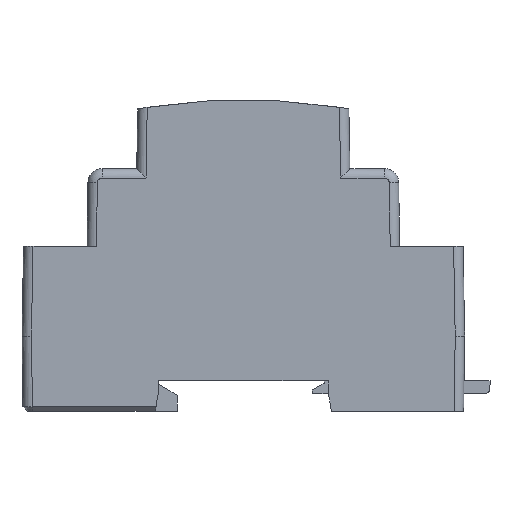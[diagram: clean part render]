
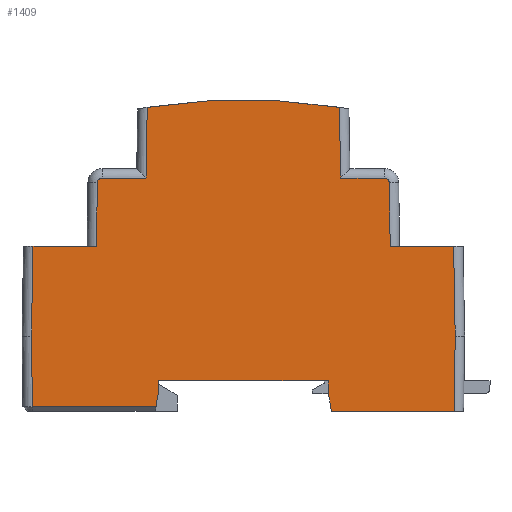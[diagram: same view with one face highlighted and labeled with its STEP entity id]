
A CAD part, left-side view. The second image highlights one B-rep face of the part: STEP entity #1409.
In plain terms, the highlighted planar face has unit normal (-1, 0, 0).
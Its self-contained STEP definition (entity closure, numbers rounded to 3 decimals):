
#1254=AXIS2_PLACEMENT_3D('Plane Axis2P3D',#1251,#1252,#1253) ;
#1312=AXIS2_PLACEMENT_3D('Circle Axis2P3D',#1310,#1311,$) ;
#1333=AXIS2_PLACEMENT_3D('Circle Axis2P3D',#1331,#1332,$) ;
#1354=AXIS2_PLACEMENT_3D('Circle Axis2P3D',#1352,#1353,$) ;
#237=CARTESIAN_POINT('Vertex',(0.,7.603,0.)) ;
#240=CARTESIAN_POINT('Line Origine',(0.,20.601,0.)) ;
#244=CARTESIAN_POINT('Vertex',(0.,33.599,0.)) ;
#457=CARTESIAN_POINT('Vertex',(0.,34.299,6.5)) ;
#460=CARTESIAN_POINT('Line Origine',(0.,52.299,6.5)) ;
#464=CARTESIAN_POINT('Vertex',(0.,70.299,6.5)) ;
#1235=CARTESIAN_POINT('Vertex',(0.,7.38,15.997)) ;
#1238=CARTESIAN_POINT('Line Origine',(0.,7.141,33.053)) ;
#1251=CARTESIAN_POINT('Axis2P3D Location',(0.,52.299,38.2)) ;
#1256=CARTESIAN_POINT('Line Origine',(0.,83.917,1.)) ;
#1260=CARTESIAN_POINT('Vertex',(0.,70.824,1.)) ;
#1262=CARTESIAN_POINT('Vertex',(0.,97.01,1.)) ;
#1265=CARTESIAN_POINT('Line Origine',(0.,70.562,2.5)) ;
#1269=CARTESIAN_POINT('Vertex',(0.,70.299,4.)) ;
#1272=CARTESIAN_POINT('Line Origine',(0.,70.299,5.25)) ;
#1277=CARTESIAN_POINT('Line Origine',(0.,34.299,5.25)) ;
#1281=CARTESIAN_POINT('Vertex',(0.,34.299,4.)) ;
#1284=CARTESIAN_POINT('Line Origine',(0.,33.949,2.)) ;
#1289=CARTESIAN_POINT('Line Origine',(0.,7.545,25.498)) ;
#1293=CARTESIAN_POINT('Vertex',(0.,7.711,35.)) ;
#1296=CARTESIAN_POINT('Line Origine',(0.,14.438,35.)) ;
#1300=CARTESIAN_POINT('Vertex',(0.,21.164,35.)) ;
#1303=CARTESIAN_POINT('Line Origine',(0.,21.259,41.757)) ;
#1307=CARTESIAN_POINT('Vertex',(0.,21.353,48.514)) ;
#1310=CARTESIAN_POINT('Axis2P3D Location',(0.,22.353,48.5)) ;
#1314=CARTESIAN_POINT('Vertex',(0.,22.353,49.5)) ;
#1317=CARTESIAN_POINT('Line Origine',(0.,27.009,49.5)) ;
#1321=CARTESIAN_POINT('Vertex',(0.,31.665,49.5)) ;
#1324=CARTESIAN_POINT('Line Origine',(0.,31.795,56.987)) ;
#1328=CARTESIAN_POINT('Vertex',(0.,31.926,64.475)) ;
#1331=CARTESIAN_POINT('Axis2P3D Location',(0.,52.299,-61.893)) ;
#1335=CARTESIAN_POINT('Vertex',(0.,72.672,64.475)) ;
#1338=CARTESIAN_POINT('Line Origine',(0.,72.803,56.987)) ;
#1342=CARTESIAN_POINT('Vertex',(0.,72.934,49.5)) ;
#1345=CARTESIAN_POINT('Line Origine',(0.,77.59,49.5)) ;
#1349=CARTESIAN_POINT('Vertex',(0.,82.246,49.5)) ;
#1352=CARTESIAN_POINT('Axis2P3D Location',(0.,82.246,48.5)) ;
#1356=CARTESIAN_POINT('Vertex',(0.,83.245,48.514)) ;
#1359=CARTESIAN_POINT('Line Origine',(0.,83.34,41.757)) ;
#1363=CARTESIAN_POINT('Vertex',(0.,83.434,35.)) ;
#1366=CARTESIAN_POINT('Line Origine',(0.,90.161,35.)) ;
#1370=CARTESIAN_POINT('Vertex',(0.,96.887,35.)) ;
#1373=CARTESIAN_POINT('Line Origine',(0.,97.053,25.498)) ;
#1377=CARTESIAN_POINT('Vertex',(0.,97.219,15.997)) ;
#1380=CARTESIAN_POINT('Line Origine',(0.,97.114,8.498)) ;
#241=DIRECTION('Vector Direction',(0.,-1.,0.)) ;
#461=DIRECTION('Vector Direction',(0.,-1.,0.)) ;
#1239=DIRECTION('Vector Direction',(0.,-0.014,1.)) ;
#1252=DIRECTION('Axis2P3D Direction',(1.,0.,0.)) ;
#1253=DIRECTION('Axis2P3D XDirection',(0.,1.,0.)) ;
#1257=DIRECTION('Vector Direction',(0.,-1.,0.)) ;
#1266=DIRECTION('Vector Direction',(0.,0.172,-0.985)) ;
#1273=DIRECTION('Vector Direction',(0.,0.,1.)) ;
#1278=DIRECTION('Vector Direction',(0.,0.,-1.)) ;
#1285=DIRECTION('Vector Direction',(0.,0.172,0.985)) ;
#1290=DIRECTION('Vector Direction',(0.,-0.017,-1.)) ;
#1297=DIRECTION('Vector Direction',(0.,1.,0.)) ;
#1304=DIRECTION('Vector Direction',(0.,0.014,1.)) ;
#1311=DIRECTION('Axis2P3D Direction',(1.,0.,0.)) ;
#1318=DIRECTION('Vector Direction',(0.,-1.,0.)) ;
#1325=DIRECTION('Vector Direction',(0.,-0.017,-1.)) ;
#1332=DIRECTION('Axis2P3D Direction',(1.,0.,0.)) ;
#1339=DIRECTION('Vector Direction',(0.,-0.017,1.)) ;
#1346=DIRECTION('Vector Direction',(0.,-1.,0.)) ;
#1353=DIRECTION('Axis2P3D Direction',(1.,0.,0.)) ;
#1360=DIRECTION('Vector Direction',(0.,-0.014,1.)) ;
#1367=DIRECTION('Vector Direction',(0.,1.,0.)) ;
#1374=DIRECTION('Vector Direction',(0.,0.017,-1.)) ;
#1381=DIRECTION('Vector Direction',(0.,-0.014,-1.)) ;
#242=VECTOR('Line Direction',#241,1.) ;
#462=VECTOR('Line Direction',#461,1.) ;
#1240=VECTOR('Line Direction',#1239,1.) ;
#1258=VECTOR('Line Direction',#1257,1.) ;
#1267=VECTOR('Line Direction',#1266,1.) ;
#1274=VECTOR('Line Direction',#1273,1.) ;
#1279=VECTOR('Line Direction',#1278,1.) ;
#1286=VECTOR('Line Direction',#1285,1.) ;
#1291=VECTOR('Line Direction',#1290,1.) ;
#1298=VECTOR('Line Direction',#1297,1.) ;
#1305=VECTOR('Line Direction',#1304,1.) ;
#1319=VECTOR('Line Direction',#1318,1.) ;
#1326=VECTOR('Line Direction',#1325,1.) ;
#1340=VECTOR('Line Direction',#1339,1.) ;
#1347=VECTOR('Line Direction',#1346,1.) ;
#1361=VECTOR('Line Direction',#1360,1.) ;
#1368=VECTOR('Line Direction',#1367,1.) ;
#1375=VECTOR('Line Direction',#1374,1.) ;
#1382=VECTOR('Line Direction',#1381,1.) ;
#1386=ORIENTED_EDGE('',*,*,#1264,.F.) ;
#1387=ORIENTED_EDGE('',*,*,#1271,.F.) ;
#1388=ORIENTED_EDGE('',*,*,#1276,.F.) ;
#1389=ORIENTED_EDGE('',*,*,#466,.F.) ;
#1390=ORIENTED_EDGE('',*,*,#1283,.F.) ;
#1391=ORIENTED_EDGE('',*,*,#1288,.F.) ;
#1392=ORIENTED_EDGE('',*,*,#246,.F.) ;
#1393=ORIENTED_EDGE('',*,*,#1242,.F.) ;
#1394=ORIENTED_EDGE('',*,*,#1295,.F.) ;
#1395=ORIENTED_EDGE('',*,*,#1302,.F.) ;
#1396=ORIENTED_EDGE('',*,*,#1309,.F.) ;
#1397=ORIENTED_EDGE('',*,*,#1316,.F.) ;
#1398=ORIENTED_EDGE('',*,*,#1323,.F.) ;
#1399=ORIENTED_EDGE('',*,*,#1330,.F.) ;
#1400=ORIENTED_EDGE('',*,*,#1337,.F.) ;
#1401=ORIENTED_EDGE('',*,*,#1344,.F.) ;
#1402=ORIENTED_EDGE('',*,*,#1351,.F.) ;
#1403=ORIENTED_EDGE('',*,*,#1358,.F.) ;
#1404=ORIENTED_EDGE('',*,*,#1365,.F.) ;
#1405=ORIENTED_EDGE('',*,*,#1372,.F.) ;
#1406=ORIENTED_EDGE('',*,*,#1379,.F.) ;
#1407=ORIENTED_EDGE('',*,*,#1384,.F.) ;
#1409=ADVANCED_FACE('POWER MONITOR',(#1408),#1255,.F.) ;
#1313=CIRCLE('generated circle',#1312,1.) ;
#1334=CIRCLE('generated circle',#1333,127.999) ;
#1355=CIRCLE('generated circle',#1354,1.) ;
#246=EDGE_CURVE('',#238,#245,#243,.F.) ;
#466=EDGE_CURVE('',#458,#465,#463,.F.) ;
#1242=EDGE_CURVE('',#1236,#238,#1241,.F.) ;
#1264=EDGE_CURVE('',#1261,#1263,#1259,.F.) ;
#1271=EDGE_CURVE('',#1270,#1261,#1268,.T.) ;
#1276=EDGE_CURVE('',#465,#1270,#1275,.F.) ;
#1283=EDGE_CURVE('',#1282,#458,#1280,.F.) ;
#1288=EDGE_CURVE('',#245,#1282,#1287,.T.) ;
#1295=EDGE_CURVE('',#1294,#1236,#1292,.T.) ;
#1302=EDGE_CURVE('',#1301,#1294,#1299,.F.) ;
#1309=EDGE_CURVE('',#1308,#1301,#1306,.F.) ;
#1316=EDGE_CURVE('',#1315,#1308,#1313,.T.) ;
#1323=EDGE_CURVE('',#1322,#1315,#1320,.T.) ;
#1330=EDGE_CURVE('',#1329,#1322,#1327,.T.) ;
#1337=EDGE_CURVE('',#1336,#1329,#1334,.T.) ;
#1344=EDGE_CURVE('',#1343,#1336,#1341,.T.) ;
#1351=EDGE_CURVE('',#1350,#1343,#1348,.T.) ;
#1358=EDGE_CURVE('',#1357,#1350,#1355,.T.) ;
#1365=EDGE_CURVE('',#1364,#1357,#1362,.T.) ;
#1372=EDGE_CURVE('',#1371,#1364,#1369,.F.) ;
#1379=EDGE_CURVE('',#1378,#1371,#1376,.F.) ;
#1384=EDGE_CURVE('',#1263,#1378,#1383,.F.) ;
#1385=EDGE_LOOP('',(#1386,#1387,#1388,#1389,#1390,#1391,#1392,#1393,#1394,#1395,#1396,#1397,#1398,#1399,#1400,#1401,#1402,#1403,#1404,#1405,#1406,#1407)) ;
#1408=FACE_OUTER_BOUND('',#1385,.T.) ;
#243=LINE('Line',#240,#242) ;
#463=LINE('Line',#460,#462) ;
#1241=LINE('Line',#1238,#1240) ;
#1259=LINE('Line',#1256,#1258) ;
#1268=LINE('Line',#1265,#1267) ;
#1275=LINE('Line',#1272,#1274) ;
#1280=LINE('Line',#1277,#1279) ;
#1287=LINE('Line',#1284,#1286) ;
#1292=LINE('Line',#1289,#1291) ;
#1299=LINE('Line',#1296,#1298) ;
#1306=LINE('Line',#1303,#1305) ;
#1320=LINE('Line',#1317,#1319) ;
#1327=LINE('Line',#1324,#1326) ;
#1341=LINE('Line',#1338,#1340) ;
#1348=LINE('Line',#1345,#1347) ;
#1362=LINE('Line',#1359,#1361) ;
#1369=LINE('Line',#1366,#1368) ;
#1376=LINE('Line',#1373,#1375) ;
#1383=LINE('Line',#1380,#1382) ;
#1255=PLANE('',#1254) ;
#238=VERTEX_POINT('',#237) ;
#245=VERTEX_POINT('',#244) ;
#458=VERTEX_POINT('',#457) ;
#465=VERTEX_POINT('',#464) ;
#1236=VERTEX_POINT('',#1235) ;
#1261=VERTEX_POINT('',#1260) ;
#1263=VERTEX_POINT('',#1262) ;
#1270=VERTEX_POINT('',#1269) ;
#1282=VERTEX_POINT('',#1281) ;
#1294=VERTEX_POINT('',#1293) ;
#1301=VERTEX_POINT('',#1300) ;
#1308=VERTEX_POINT('',#1307) ;
#1315=VERTEX_POINT('',#1314) ;
#1322=VERTEX_POINT('',#1321) ;
#1329=VERTEX_POINT('',#1328) ;
#1336=VERTEX_POINT('',#1335) ;
#1343=VERTEX_POINT('',#1342) ;
#1350=VERTEX_POINT('',#1349) ;
#1357=VERTEX_POINT('',#1356) ;
#1364=VERTEX_POINT('',#1363) ;
#1371=VERTEX_POINT('',#1370) ;
#1378=VERTEX_POINT('',#1377) ;
